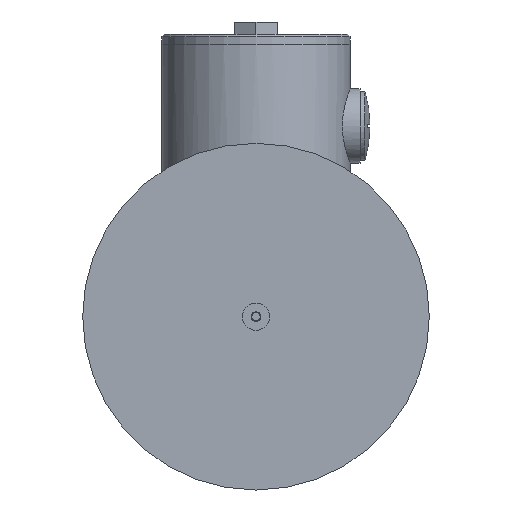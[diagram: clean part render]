
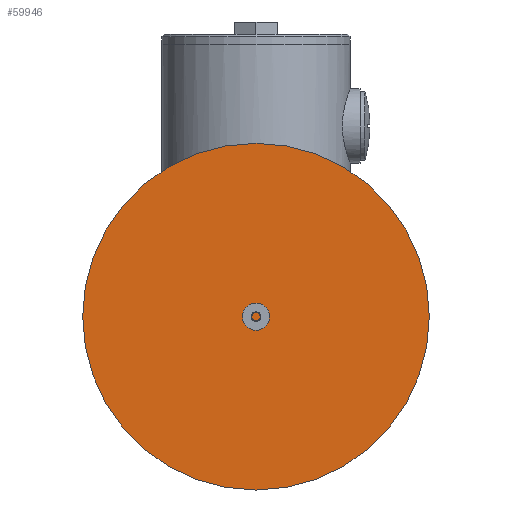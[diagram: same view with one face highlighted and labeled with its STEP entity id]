
A CAD part, left-side view. The second image highlights one B-rep face of the part: STEP entity #59946.
In plain terms, the highlighted face is planar.
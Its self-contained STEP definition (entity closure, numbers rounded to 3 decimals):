
#23780=PLANE('',#58448);
#24800=CIRCLE('',#58446,70.);
#28944=ORIENTED_EDGE('',*,*,#32639,.F.);
#30596=VERTEX_POINT('',#56174);
#32639=EDGE_CURVE('',#30596,#30596,#24800,.T.);
#34095=EDGE_LOOP('',(#28944));
#35566=FACE_BOUND('',#34095,.T.);
#40830=DIRECTION('',(0.,0.,-1.));
#40831=DIRECTION('',(0.,70.,0.));
#40834=DIRECTION('',(0.,0.,1.));
#40835=DIRECTION('',(0.,-1.,0.));
#56174=CARTESIAN_POINT('',(0.,70.,0.));
#56175=CARTESIAN_POINT('',(0.,0.,0.));
#56177=CARTESIAN_POINT('',(0.,0.,0.));
#58446=AXIS2_PLACEMENT_3D('',#56175,#40830,#40831);
#58448=AXIS2_PLACEMENT_3D('',#56177,#40834,#40835);
#59946=ADVANCED_FACE('',(#35566),#23780,.T.);
